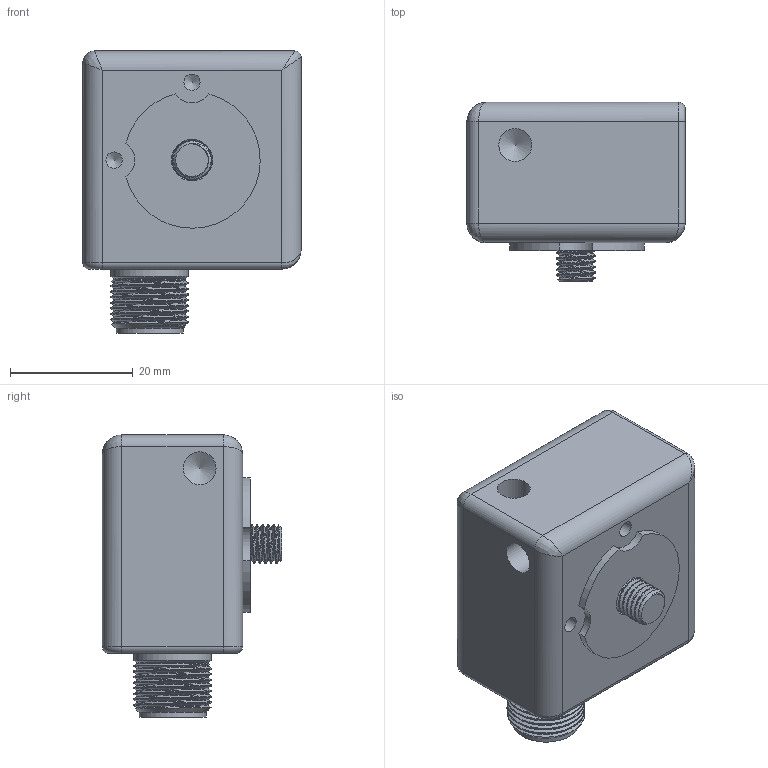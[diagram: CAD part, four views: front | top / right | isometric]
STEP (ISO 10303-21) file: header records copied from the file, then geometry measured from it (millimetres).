
FILE_DESCRIPTION(/* description */ (''),/* implementation_level */ '2;1');
FILE_NAME(/* name */ 'MASTER_TRIAX_SIDE_EXIT_4PIN.stp',/* time_stamp */ '2017-04-26T11:14:47-04:00',/* author */ ('aneininger'),/* organization */ (''),/* preprocessor_version */ 'ST-DEVELOPER v16.5',/* originating_system */ 'Autodesk Inventor 2017',/* authorisation */ '');
FILE_SCHEMA (('AUTOMOTIVE_DESIGN { 1 0 10303 214 3 1 1 }'));
Length unit declared in the file: inch
Products named in the file (3): MASTER_TRIAX_SIDE_EXIT_4PIN_STEP; MASTER_TRIAX_SIDE_EXIT_4PIN; ACP32108
Assembly tree (2 placements, depth 2):
  MASTER_TRIAX_SIDE_EXIT_4PIN_STEP
    MASTER_TRIAX_SIDE_EXIT_4PIN
    ACP32108
Bounding box: 35.56 x 29.21 x 45.97 mm (x, y, z)
Volume: 28778.1 mm3; surface area: 8184 mm2
Topology: 2 solids, 2 shells, 211 faces, 501 edges, 314 vertices
Faces by surface type: plane 75, bspline 56, cylinder 49, cone 12, torus 11, sphere 8
Full cylindrical faces by diameter (mm): 1.016 x4, 2.032 x4, 2.642 x2, 4.953 x1, 5.359 x3, 6.756 x1, 9.525 x1, 9.652 x1, 10.668 x1, 10.922 x1, 12.7 x1
Entity records: 13311 total; most frequent: CARTESIAN_POINT 8646, ORIENTED_EDGE 900, DIRECTION 788, EDGE_CURVE 450, VERTEX_POINT 303, AXIS2_PLACEMENT_3D 295, EDGE_LOOP 275, STYLED_ITEM 213
